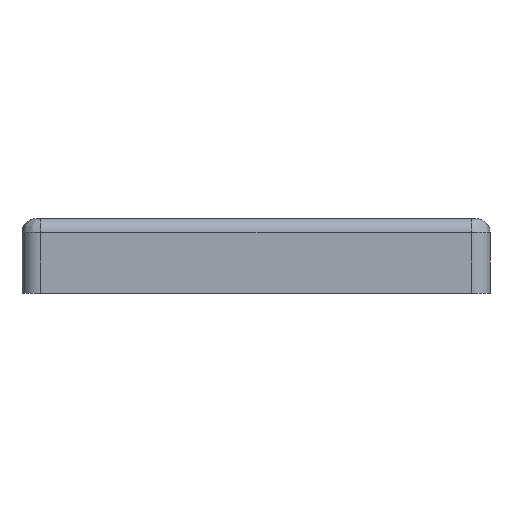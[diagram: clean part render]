
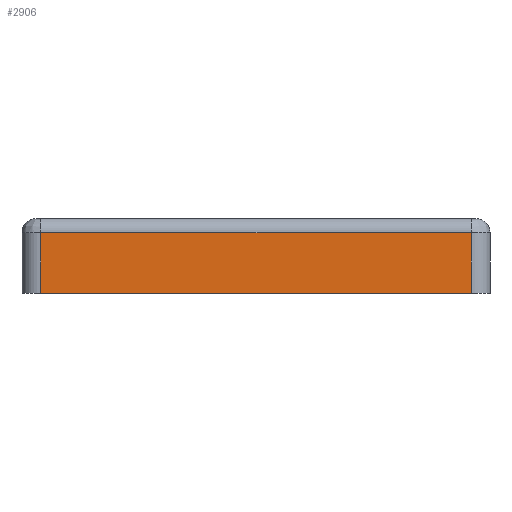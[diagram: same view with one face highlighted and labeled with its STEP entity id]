
A CAD part, front view. The second image highlights one B-rep face of the part: STEP entity #2906.
In plain terms, the highlighted planar face has unit normal (0, -1, 0).
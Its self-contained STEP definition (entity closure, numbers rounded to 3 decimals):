
#38=PLANE('',#3191);
#202=LINE('',#5855,#341);
#206=LINE('',#5903,#345);
#207=LINE('',#5905,#346);
#208=LINE('',#5906,#347);
#341=VECTOR('',#3734,92.);
#345=VECTOR('',#3780,13.);
#346=VECTOR('',#3781,92.);
#347=VECTOR('',#3782,13.);
#491=FACE_OUTER_BOUND('',#676,.T.);
#676=EDGE_LOOP('',(#2022,#2023,#2024,#2025));
#1238=VERTEX_POINT('',#5851);
#1239=VERTEX_POINT('',#5853);
#1246=VERTEX_POINT('',#5902);
#1247=VERTEX_POINT('',#5904);
#1522=EDGE_CURVE('',#1239,#1238,#202,.T.);
#1538=EDGE_CURVE('',#1246,#1239,#206,.T.);
#1539=EDGE_CURVE('',#1247,#1246,#207,.T.);
#1540=EDGE_CURVE('',#1238,#1247,#208,.T.);
#2022=ORIENTED_EDGE('',*,*,#1522,.F.);
#2023=ORIENTED_EDGE('',*,*,#1538,.F.);
#2024=ORIENTED_EDGE('',*,*,#1539,.F.);
#2025=ORIENTED_EDGE('',*,*,#1540,.F.);
#2906=ADVANCED_FACE('',(#491),#38,.F.);
#3191=AXIS2_PLACEMENT_3D('',#5901,#3778,#3779);
#3734=DIRECTION('',(1.,0.,0.));
#3778=DIRECTION('center_axis',(0.,1.,0.));
#3779=DIRECTION('ref_axis',(1.,0.,0.));
#3780=DIRECTION('',(0.,0.,1.));
#3781=DIRECTION('',(-1.,0.,0.));
#3782=DIRECTION('',(0.,0.,-1.));
#5851=CARTESIAN_POINT('',(46.,-50.,13.));
#5853=CARTESIAN_POINT('',(-46.,-50.,13.));
#5855=CARTESIAN_POINT('',(-50.,-50.,13.));
#5901=CARTESIAN_POINT('Origin',(-50.,-50.,16.));
#5902=CARTESIAN_POINT('',(-46.,-50.,0.));
#5903=CARTESIAN_POINT('',(-46.,-50.,16.));
#5904=CARTESIAN_POINT('',(46.,-50.,0.));
#5905=CARTESIAN_POINT('',(-50.,-50.,0.));
#5906=CARTESIAN_POINT('',(46.,-50.,16.));
